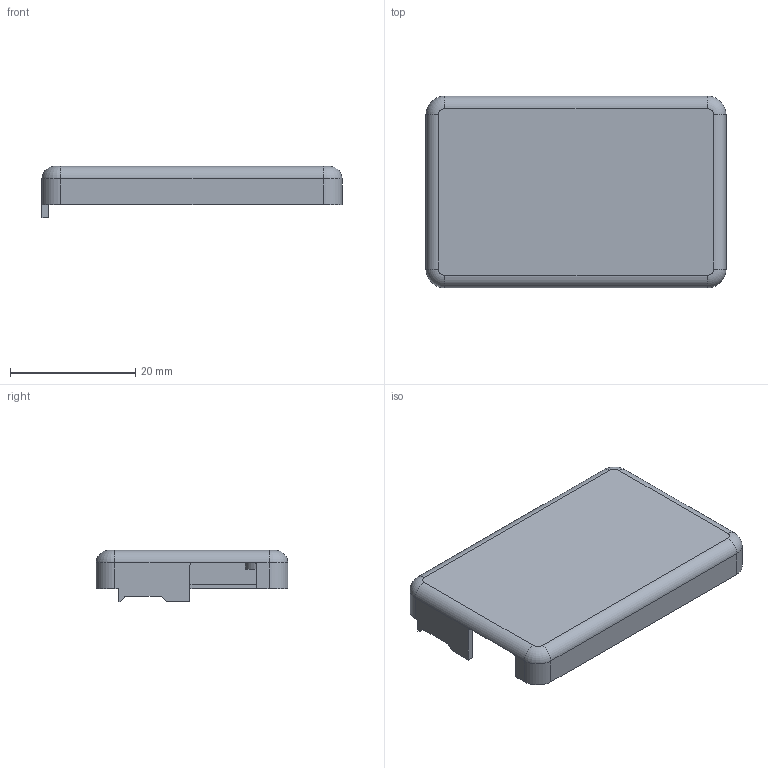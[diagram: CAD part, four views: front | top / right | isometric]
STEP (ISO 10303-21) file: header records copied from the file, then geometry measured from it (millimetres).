
FILE_DESCRIPTION (( 'STEP AP214' ), '1' );
FILE_NAME ('Reach_case_bot_Rev_C.STEP', '2016-04-08T11:43:14', ( 'Alex' ), ( '' ), 'SwSTEP 2.0', 'SolidWorks 2016', '' );
FILE_SCHEMA (( 'AUTOMOTIVE_DESIGN' ));
Length unit declared in the file: millimetre
Products named in the file (1): Reach_case_bot_Rev_C
Bounding box: 47.9 x 30.6 x 8.2 mm (x, y, z)
Volume: 2418 mm3; surface area: 4370.7 mm2
Topology: 1 solids, 1 shells, 91 faces, 234 edges, 145 vertices
Faces by surface type: cylinder 39, plane 32, torus 18, bspline 2
Entity records: 2836 total; most frequent: CARTESIAN_POINT 520, DIRECTION 515, ORIENTED_EDGE 468, EDGE_CURVE 234, AXIS2_PLACEMENT_3D 195, VERTEX_POINT 145, LINE 125, VECTOR 125
